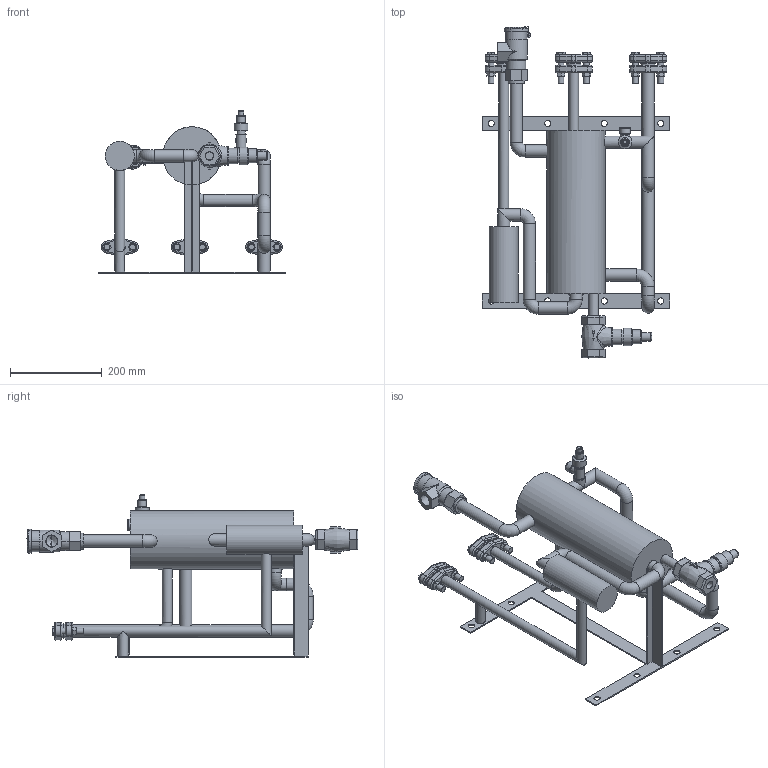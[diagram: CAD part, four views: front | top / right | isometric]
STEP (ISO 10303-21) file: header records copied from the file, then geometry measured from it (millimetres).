
FILE_DESCRIPTION(/* description */ (''),/* implementation_level */ '2;1');
FILE_NAME(/* name */ 'NEAP.stp',/* time_stamp */ '2018-12-13T12:59:01-06:00',/* author */ ('kruffolo'),/* organization */ (''),/* preprocessor_version */ 'ST-DEVELOPER v15.6',/* originating_system */ 'Autodesk Inventor 2015',/* authorisation */ '');
FILE_SCHEMA (('AUTOMOTIVE_DESIGN { 1 0 10303 214 3 1 1 }'));
Length unit declared in the file: inch
Products named in the file (9): NEAP; FLANGE SW 050-050; FLANGE SW 050-075; H7771; BOLT_0.5; NUT_0.5; GT051C; H5600A
Assembly tree (22 placements, depth 2):
  NEAP
    NEAP
    FLANGE SW 050-050  x4
    FLANGE SW 050-075  x2
    H7771
    BOLT_0.5  x6
    NUT_0.5  x6
    H5600A
    GT051C
Bounding box: 407.92 x 724.09 x 354.08 mm (x, y, z)
Volume: 7144955.7 mm3; surface area: 698467.5 mm2
Topology: 23 solids, 128 shells, 707 faces, 1829 edges, 1312 vertices
Faces by surface type: plane 354, cylinder 217, torus 89, cone 35, bspline 12
Full cylindrical faces by diameter (mm): 11.455 x1, 11.906 x1, 12.7 x24, 13.462 x8, 13.716 x1, 15.875 x4, 17.475 x2, 17.526 x1, 18.972 x1, 19.05 x1, 20.625 x2, 20.701 x2, 21.336 x7, 21.844 x4, 23.876 x1, 25.781 x6, 26.67 x17, 27.178 x2, 29.972 x1, 30.356 x1, 31.75 x7, 34.125 x1, 34.925 x1, 38.1 x1, 40.475 x1, 63.5 x1, 127 x1
Entity records: 15439 total; most frequent: CARTESIAN_POINT 3481, DIRECTION 2530, ORIENTED_EDGE 1760, EDGE_CURVE 1129, AXIS2_PLACEMENT_3D 967, VERTEX_POINT 949, EDGE_LOOP 648, LINE 596
